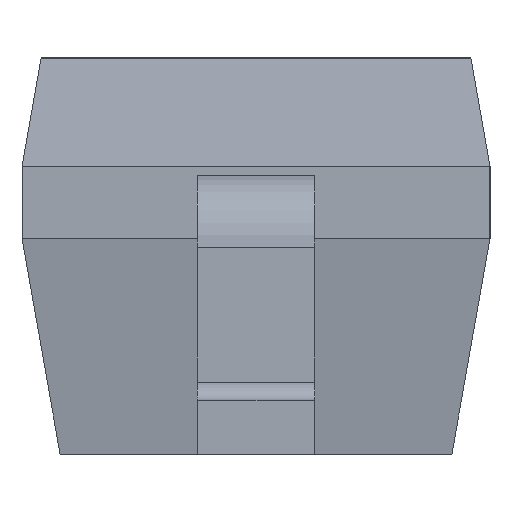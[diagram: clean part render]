
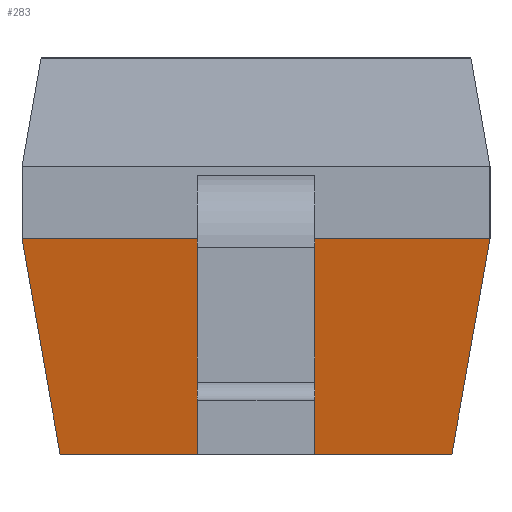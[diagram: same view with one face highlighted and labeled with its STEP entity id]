
A CAD part, left-side view. The second image highlights one B-rep face of the part: STEP entity #283.
In plain terms, the highlighted planar face has unit normal (-0.985, 0, -0.174).
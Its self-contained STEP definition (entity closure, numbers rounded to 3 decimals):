
#22 = VERTEX_POINT ( 'NONE', #2069 ) ;
#117 = EDGE_LOOP ( 'NONE', ( #231, #126, #1969, #1437 ) ) ;
#126 = ORIENTED_EDGE ( 'NONE', *, *, #1603, .F. ) ;
#134 = DIRECTION ( 'NONE',  ( -0.985, 0., -0.174 ) ) ;
#142 = CARTESIAN_POINT ( 'NONE',  ( -0.8, -0.65, 0.6 ) ) ;
#211 = CARTESIAN_POINT ( 'NONE',  ( -0.8, -0.65, 0.6 ) ) ;
#231 = ORIENTED_EDGE ( 'NONE', *, *, #296, .T. ) ;
#245 = CARTESIAN_POINT ( 'NONE',  ( -0.8, 0.65, 0.6 ) ) ;
#283 = ADVANCED_FACE ( 'NONE', ( #1933 ), #1788, .T. ) ;
#296 = EDGE_CURVE ( 'NONE', #22, #1241, #1741, .T. ) ;
#380 = LINE ( 'NONE', #211, #1076 ) ;
#514 = DIRECTION ( 'NONE',  ( 0., -1., 0. ) ) ;
#593 = EDGE_CURVE ( 'NONE', #22, #1537, #638, .T. ) ;
#638 = B_SPLINE_CURVE_WITH_KNOTS ( 'NONE', 3,
 ( #684, #1328, #1981, #861 ),
 .UNSPECIFIED., .F., .F.,
 ( 4, 4 ),
 ( 0., 1. ),
 .UNSPECIFIED. ) ;
#684 = CARTESIAN_POINT ( 'NONE',  ( -0.694, -0.544, 0. ) ) ;
#744 = CARTESIAN_POINT ( 'NONE',  ( -0.694, 0.544, 0. ) ) ;
#747 = CARTESIAN_POINT ( 'NONE',  ( -0.8, -0.65, 0.6 ) ) ;
#861 = CARTESIAN_POINT ( 'NONE',  ( -0.694, 0.544, 0. ) ) ;
#894 = CARTESIAN_POINT ( 'NONE',  ( -0.729, 0.579, 0.2 ) ) ;
#951 = CARTESIAN_POINT ( 'NONE',  ( -0.8, 0.65, 0.6 ) ) ;
#1076 = VECTOR ( 'NONE', #514, 1000. ) ;
#1104 = CARTESIAN_POINT ( 'NONE',  ( -0.8, -0.65, 0.6 ) ) ;
#1113 = CARTESIAN_POINT ( 'NONE',  ( -0.729, -0.579, 0.2 ) ) ;
#1241 = VERTEX_POINT ( 'NONE', #747 ) ;
#1272 = CARTESIAN_POINT ( 'NONE',  ( -0.694, -0.544, 0. ) ) ;
#1328 = CARTESIAN_POINT ( 'NONE',  ( -0.694, -0.181, 0. ) ) ;
#1437 = ORIENTED_EDGE ( 'NONE', *, *, #593, .F. ) ;
#1444 = AXIS2_PLACEMENT_3D ( 'NONE', #142, #134, #1584 ) ;
#1502 = CARTESIAN_POINT ( 'NONE',  ( -0.694, 0.544, 0. ) ) ;
#1537 = VERTEX_POINT ( 'NONE', #1502 ) ;
#1584 = DIRECTION ( 'NONE',  ( -0.174, 0., 0.985 ) ) ;
#1603 = EDGE_CURVE ( 'NONE', #2005, #1241, #380, .T. ) ;
#1695 = CARTESIAN_POINT ( 'NONE',  ( -0.765, 0.615, 0.4 ) ) ;
#1741 = B_SPLINE_CURVE_WITH_KNOTS ( 'NONE', 3,
 ( #1272, #1113, #1923, #1104 ),
 .UNSPECIFIED., .F., .F.,
 ( 4, 4 ),
 ( 0., 1. ),
 .UNSPECIFIED. ) ;
#1788 = PLANE ( 'NONE',  #1444 ) ;
#1845 = EDGE_CURVE ( 'NONE', #1537, #2005, #2004, .T. ) ;
#1923 = CARTESIAN_POINT ( 'NONE',  ( -0.765, -0.615, 0.4 ) ) ;
#1933 = FACE_OUTER_BOUND ( 'NONE', #117, .T. ) ;
#1969 = ORIENTED_EDGE ( 'NONE', *, *, #1845, .F. ) ;
#1981 = CARTESIAN_POINT ( 'NONE',  ( -0.694, 0.181, 0. ) ) ;
#2004 = B_SPLINE_CURVE_WITH_KNOTS ( 'NONE', 3,
 ( #744, #894, #1695, #245 ),
 .UNSPECIFIED., .F., .F.,
 ( 4, 4 ),
 ( 0., 1. ),
 .UNSPECIFIED. ) ;
#2005 = VERTEX_POINT ( 'NONE', #951 ) ;
#2069 = CARTESIAN_POINT ( 'NONE',  ( -0.694, -0.544, 0. ) ) ;
